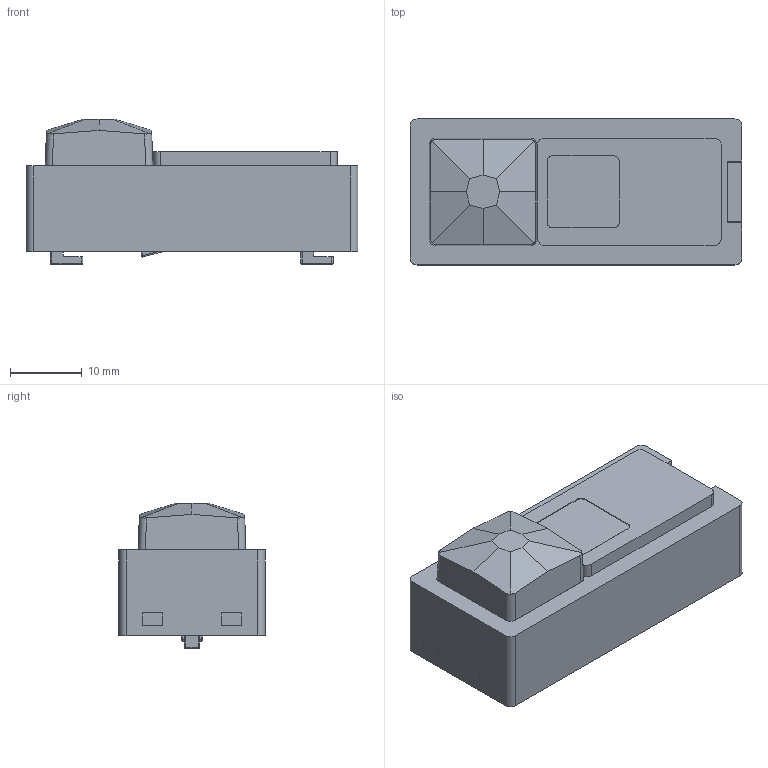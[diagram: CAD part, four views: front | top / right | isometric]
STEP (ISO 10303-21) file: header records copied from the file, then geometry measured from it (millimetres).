
FILE_DESCRIPTION(/* description */ (''),/* implementation_level */ '2;1');
FILE_NAME(/* name */ 'ED_PIR_stp-27-05-2016-Technische-Doku.stp',/* time_stamp */ '2017-11-09T14:15:01+01:00',/* author */ (''),/* organization */ (''),/* preprocessor_version */ 'ST-DEVELOPER v16',/* originating_system */ 'SIEMENS PLM Software NX 10.0',/* authorisation */ '');
FILE_SCHEMA (('AUTOMOTIVE_DESIGN { 1 0 10303 214 3 1 1 1 }'));
Length unit declared in the file: millimetre
Products named in the file (1): ED_PIR_stp-27-05-2016-Technische-Doku
Bounding box: 46.41 x 20.42 x 20.3 mm (x, y, z)
Volume: 13753.2 mm3; surface area: 4775.9 mm2
Topology: 2 solids, 2 shells, 158 faces, 396 edges, 250 vertices
Faces by surface type: plane 97, cylinder 46, sphere 10, cone 5
Full cylindrical faces by diameter (mm): 1.768 x5
Entity records: 4548 total; most frequent: DIRECTION 796, CARTESIAN_POINT 773, ORIENTED_EDGE 744, EDGE_CURVE 372, LINE 266, VECTOR 266, AXIS2_PLACEMENT_3D 265, VERTEX_POINT 242
